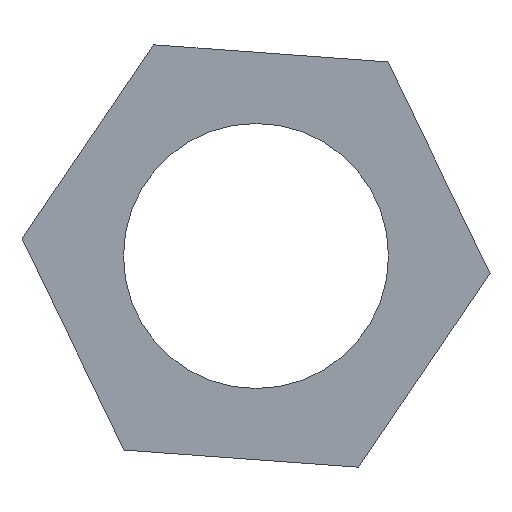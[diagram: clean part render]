
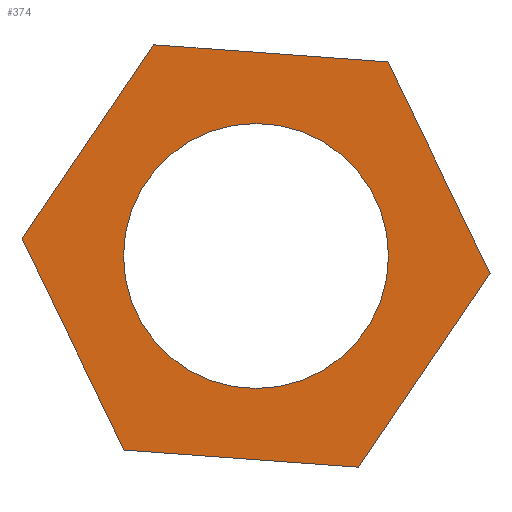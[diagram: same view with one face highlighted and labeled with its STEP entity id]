
A CAD part, front view. The second image highlights one B-rep face of the part: STEP entity #374.
In plain terms, the highlighted planar face has unit normal (0, -1, 0).
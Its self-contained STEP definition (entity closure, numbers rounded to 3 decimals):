
#6 = EDGE_CURVE ( 'NONE', #252, #260, #95, .T. ) ;
#9 = EDGE_CURVE ( 'NONE', #256, #239, #175, .T. ) ;
#15 = EDGE_CURVE ( 'NONE', #243, #244, #165, .T. ) ;
#16 = AXIS2_PLACEMENT_3D ( 'NONE', #227, #272, #273 ) ;
#18 = EDGE_CURVE ( 'NONE', #246, #252, #166, .T. ) ;
#19 = EDGE_CURVE ( 'NONE', #251, #246, #164, .T. ) ;
#21 = EDGE_CURVE ( 'NONE', #260, #256, #60, .T. ) ;
#24 = EDGE_CURVE ( 'NONE', #244, #243, #205, .T. ) ;
#28 = EDGE_CURVE ( 'NONE', #239, #251, #207, .T. ) ;
#32 = AXIS2_PLACEMENT_3D ( 'NONE', #223, #230, #220 ) ;
#36 = AXIS2_PLACEMENT_3D ( 'NONE', #327, #332, #333 ) ;
#60 = LINE ( 'NONE', #261, #68 ) ;
#64 = FACE_BOUND ( 'NONE', #83, .T. ) ;
#68 = VECTOR ( 'NONE', #236, 1000. ) ;
#70 = FACE_OUTER_BOUND ( 'NONE', #152, .T. ) ;
#82 = ORIENTED_EDGE ( 'NONE', *, *, #9, .F. ) ;
#83 = EDGE_LOOP ( 'NONE', ( #191, #131 ) ) ;
#95 = LINE ( 'NONE', #240, #184 ) ;
#109 = ORIENTED_EDGE ( 'NONE', *, *, #19, .F. ) ;
#131 = ORIENTED_EDGE ( 'NONE', *, *, #24, .T. ) ;
#132 = ORIENTED_EDGE ( 'NONE', *, *, #28, .F. ) ;
#150 = ORIENTED_EDGE ( 'NONE', *, *, #18, .F. ) ;
#152 = EDGE_LOOP ( 'NONE', ( #150, #109, #132, #82, #190, #189 ) ) ;
#163 = VECTOR ( 'NONE', #267, 1000. ) ;
#164 = LINE ( 'NONE', #266, #163 ) ;
#165 = CIRCLE ( 'NONE', #32, 15. ) ;
#166 = LINE ( 'NONE', #268, #169 ) ;
#169 = VECTOR ( 'NONE', #219, 1000. ) ;
#173 = VECTOR ( 'NONE', #228, 1000. ) ;
#175 = LINE ( 'NONE', #222, #173 ) ;
#184 = VECTOR ( 'NONE', #248, 1000. ) ;
#189 = ORIENTED_EDGE ( 'NONE', *, *, #6, .F. ) ;
#190 = ORIENTED_EDGE ( 'NONE', *, *, #21, .F. ) ;
#191 = ORIENTED_EDGE ( 'NONE', *, *, #15, .T. ) ;
#205 = CIRCLE ( 'NONE', #16, 15. ) ;
#207 = LINE ( 'NONE', #269, #209 ) ;
#209 = VECTOR ( 'NONE', #282, 1000. ) ;
#219 = DIRECTION ( 'NONE',  ( 0.997, 0., -0.073 ) ) ;
#220 = DIRECTION ( 'NONE',  ( 0., 0., 1. ) ) ;
#222 = CARTESIAN_POINT ( 'NONE',  ( 11.566, 0., -23.907 ) ) ;
#223 = CARTESIAN_POINT ( 'NONE',  ( 0., 0., 0. ) ) ;
#227 = CARTESIAN_POINT ( 'NONE',  ( 0., 0., 0. ) ) ;
#228 = DIRECTION ( 'NONE',  ( -0.997, 0., 0.073 ) ) ;
#230 = DIRECTION ( 'NONE',  ( 0., 1., 0. ) ) ;
#236 = DIRECTION ( 'NONE',  ( -0.562, 0., -0.827 ) ) ;
#239 = VERTEX_POINT ( 'NONE', #293 ) ;
#240 = CARTESIAN_POINT ( 'NONE',  ( 14.921, 0., 21.97 ) ) ;
#243 = VERTEX_POINT ( 'NONE', #287 ) ;
#244 = VERTEX_POINT ( 'NONE', #294 ) ;
#246 = VERTEX_POINT ( 'NONE', #290 ) ;
#248 = DIRECTION ( 'NONE',  ( 0.436, 0., -0.9 ) ) ;
#251 = VERTEX_POINT ( 'NONE', #281 ) ;
#252 = VERTEX_POINT ( 'NONE', #296 ) ;
#256 = VERTEX_POINT ( 'NONE', #299 ) ;
#260 = VERTEX_POINT ( 'NONE', #302 ) ;
#261 = CARTESIAN_POINT ( 'NONE',  ( 26.487, 0., -1.937 ) ) ;
#266 = CARTESIAN_POINT ( 'NONE',  ( -26.487, 0., 1.937 ) ) ;
#267 = DIRECTION ( 'NONE',  ( 0.562, 0., 0.827 ) ) ;
#268 = CARTESIAN_POINT ( 'NONE',  ( -11.566, 0., 23.907 ) ) ;
#269 = CARTESIAN_POINT ( 'NONE',  ( -14.921, 0., -21.97 ) ) ;
#272 = DIRECTION ( 'NONE',  ( 0., 1., 0. ) ) ;
#273 = DIRECTION ( 'NONE',  ( 0., 0., 1. ) ) ;
#281 = CARTESIAN_POINT ( 'NONE',  ( -26.487, 0., 1.937 ) ) ;
#282 = DIRECTION ( 'NONE',  ( -0.436, 0., 0.9 ) ) ;
#287 = CARTESIAN_POINT ( 'NONE',  ( 0., 0., 15. ) ) ;
#290 = CARTESIAN_POINT ( 'NONE',  ( -11.566, 0., 23.907 ) ) ;
#293 = CARTESIAN_POINT ( 'NONE',  ( -14.921, 0., -21.97 ) ) ;
#294 = CARTESIAN_POINT ( 'NONE',  ( 0., 0., -15. ) ) ;
#296 = CARTESIAN_POINT ( 'NONE',  ( 14.921, 0., 21.97 ) ) ;
#299 = CARTESIAN_POINT ( 'NONE',  ( 11.566, 0., -23.907 ) ) ;
#302 = CARTESIAN_POINT ( 'NONE',  ( 26.487, 0., -1.937 ) ) ;
#326 = PLANE ( 'NONE',  #36 ) ;
#327 = CARTESIAN_POINT ( 'NONE',  ( 14.921, 0., 21.97 ) ) ;
#332 = DIRECTION ( 'NONE',  ( 0., 1., 0. ) ) ;
#333 = DIRECTION ( 'NONE',  ( 0., 0., 1. ) ) ;
#374 = ADVANCED_FACE ( 'NONE', ( #64, #70 ), #326, .F. ) ;
